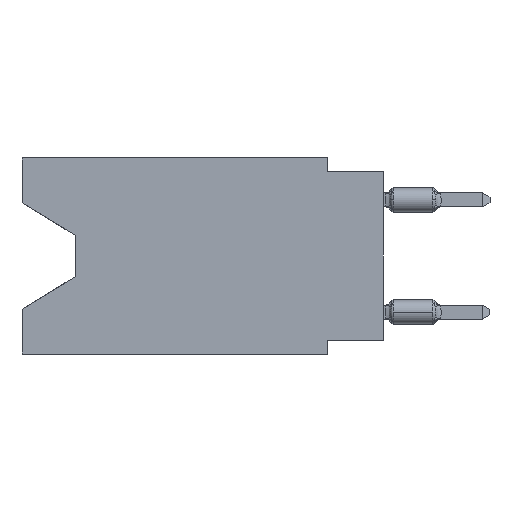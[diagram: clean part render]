
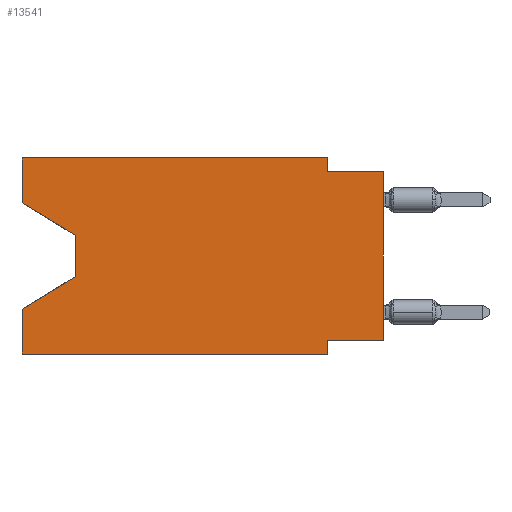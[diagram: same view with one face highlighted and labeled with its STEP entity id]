
A CAD part, left-side view. The second image highlights one B-rep face of the part: STEP entity #13541.
In plain terms, the highlighted planar face has unit normal (-1, 0, 0).
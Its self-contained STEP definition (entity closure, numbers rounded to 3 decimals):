
#185 = VECTOR ( 'NONE', #14367, 1000. ) ;
#459 = CARTESIAN_POINT ( 'NONE',  ( 0., 16.383, 0. ) ) ;
#481 = EDGE_CURVE ( 'NONE', #4604, #752, #6624, .T. ) ;
#515 = VERTEX_POINT ( 'NONE', #9015 ) ;
#540 = EDGE_CURVE ( 'NONE', #4256, #2225, #10340, .T. ) ;
#698 = DIRECTION ( 'NONE',  ( 0., 0., 1. ) ) ;
#752 = VERTEX_POINT ( 'NONE', #14680 ) ;
#788 = EDGE_CURVE ( 'NONE', #11927, #2225, #9629, .T. ) ;
#1017 = ORIENTED_EDGE ( 'NONE', *, *, #481, .T. ) ;
#1030 = LINE ( 'NONE', #5776, #13878 ) ;
#1134 = AXIS2_PLACEMENT_3D ( 'NONE', #459, #4984, #8708 ) ;
#1393 = LINE ( 'NONE', #9630, #5748 ) ;
#1451 = EDGE_CURVE ( 'NONE', #11927, #7862, #13890, .T. ) ;
#1520 = DIRECTION ( 'NONE',  ( 0., 0., 1. ) ) ;
#1671 = CARTESIAN_POINT ( 'NONE',  ( 0., 13.97, -5.385 ) ) ;
#2117 = CARTESIAN_POINT ( 'NONE',  ( 0., 2.54, -8.89 ) ) ;
#2143 = DIRECTION ( 'NONE',  ( 0., -1., 0. ) ) ;
#2225 = VERTEX_POINT ( 'NONE', #6198 ) ;
#2266 = EDGE_CURVE ( 'NONE', #14468, #515, #9987, .T. ) ;
#2381 = VECTOR ( 'NONE', #5089, 1000. ) ;
#2560 = EDGE_CURVE ( 'NONE', #515, #13585, #10636, .T. ) ;
#3125 = DIRECTION ( 'NONE',  ( 0., 0., -1. ) ) ;
#3174 = ORIENTED_EDGE ( 'NONE', *, *, #2560, .F. ) ;
#3282 = EDGE_CURVE ( 'NONE', #4604, #3815, #1030, .T. ) ;
#3524 = DIRECTION ( 'NONE',  ( 0., 1., 0. ) ) ;
#3736 = CARTESIAN_POINT ( 'NONE',  ( 0., 16.383, 0. ) ) ;
#3815 = VERTEX_POINT ( 'NONE', #4987 ) ;
#3962 = VERTEX_POINT ( 'NONE', #7985 ) ;
#4256 = VERTEX_POINT ( 'NONE', #1671 ) ;
#4399 = CARTESIAN_POINT ( 'NONE',  ( 0., 16.383, -8.89 ) ) ;
#4415 = ORIENTED_EDGE ( 'NONE', *, *, #14932, .T. ) ;
#4435 = VECTOR ( 'NONE', #1520, 1000. ) ;
#4604 = VERTEX_POINT ( 'NONE', #12300 ) ;
#4911 = ORIENTED_EDGE ( 'NONE', *, *, #8282, .F. ) ;
#4984 = DIRECTION ( 'NONE',  ( 1., 0., 0. ) ) ;
#4987 = CARTESIAN_POINT ( 'NONE',  ( 0., 2.54, -8.255 ) ) ;
#5067 = EDGE_LOOP ( 'NONE', ( #4415, #10378, #6277, #11966, #15330, #4911, #5671, #1017, #8192, #13516, #3174, #5187 ) ) ;
#5089 = DIRECTION ( 'NONE',  ( 0., -1., 0. ) ) ;
#5187 = ORIENTED_EDGE ( 'NONE', *, *, #2266, .F. ) ;
#5671 = ORIENTED_EDGE ( 'NONE', *, *, #3282, .F. ) ;
#5748 = VECTOR ( 'NONE', #7315, 1000. ) ;
#5776 = CARTESIAN_POINT ( 'NONE',  ( 0., 0., -8.255 ) ) ;
#6198 = CARTESIAN_POINT ( 'NONE',  ( 0., 16.383, -6.852 ) ) ;
#6277 = ORIENTED_EDGE ( 'NONE', *, *, #540, .T. ) ;
#6624 = LINE ( 'NONE', #7715, #10634 ) ;
#7315 = DIRECTION ( 'NONE',  ( 0., 0., -1. ) ) ;
#7321 = CARTESIAN_POINT ( 'NONE',  ( 0., 2.54, 0. ) ) ;
#7715 = CARTESIAN_POINT ( 'NONE',  ( 0., 0., 0. ) ) ;
#7862 = VERTEX_POINT ( 'NONE', #2117 ) ;
#7985 = CARTESIAN_POINT ( 'NONE',  ( 0., 13.97, -3.505 ) ) ;
#8151 = VECTOR ( 'NONE', #9176, 1000. ) ;
#8192 = ORIENTED_EDGE ( 'NONE', *, *, #8987, .F. ) ;
#8282 = EDGE_CURVE ( 'NONE', #3815, #7862, #10105, .T. ) ;
#8306 = DIRECTION ( 'NONE',  ( 0., -0.855, -0.519 ) ) ;
#8419 = VECTOR ( 'NONE', #8471, 1000. ) ;
#8471 = DIRECTION ( 'NONE',  ( 0., 0., 1. ) ) ;
#8630 = FACE_OUTER_BOUND ( 'NONE', #5067, .T. ) ;
#8633 = EDGE_CURVE ( 'NONE', #3962, #4256, #1393, .T. ) ;
#8708 = DIRECTION ( 'NONE',  ( 0., 0., -1. ) ) ;
#8987 = EDGE_CURVE ( 'NONE', #12098, #752, #14570, .T. ) ;
#9015 = CARTESIAN_POINT ( 'NONE',  ( 0., 16.383, 0. ) ) ;
#9103 = LINE ( 'NONE', #15011, #12298 ) ;
#9176 = DIRECTION ( 'NONE',  ( 0., 0.855, -0.519 ) ) ;
#9534 = VECTOR ( 'NONE', #8306, 1000. ) ;
#9629 = LINE ( 'NONE', #3736, #8419 ) ;
#9630 = CARTESIAN_POINT ( 'NONE',  ( 0., 13.97, -3.505 ) ) ;
#9797 = PLANE ( 'NONE',  #1134 ) ;
#9987 = LINE ( 'NONE', #13489, #4435 ) ;
#10105 = LINE ( 'NONE', #14786, #10466 ) ;
#10340 = LINE ( 'NONE', #15080, #8151 ) ;
#10378 = ORIENTED_EDGE ( 'NONE', *, *, #8633, .T. ) ;
#10466 = VECTOR ( 'NONE', #14862, 1000. ) ;
#10480 = LINE ( 'NONE', #11720, #9534 ) ;
#10634 = VECTOR ( 'NONE', #698, 1000. ) ;
#10636 = LINE ( 'NONE', #14213, #185 ) ;
#10968 = CARTESIAN_POINT ( 'NONE',  ( 0., 16.383, -8.89 ) ) ;
#11720 = CARTESIAN_POINT ( 'NONE',  ( 0., 16.383, -2.038 ) ) ;
#11898 = VECTOR ( 'NONE', #2143, 1000. ) ;
#11927 = VERTEX_POINT ( 'NONE', #10968 ) ;
#11966 = ORIENTED_EDGE ( 'NONE', *, *, #788, .F. ) ;
#12098 = VERTEX_POINT ( 'NONE', #12604 ) ;
#12298 = VECTOR ( 'NONE', #3125, 1000. ) ;
#12300 = CARTESIAN_POINT ( 'NONE',  ( 0., 0., -8.255 ) ) ;
#12604 = CARTESIAN_POINT ( 'NONE',  ( 0., 2.54, -0.635 ) ) ;
#13244 = EDGE_CURVE ( 'NONE', #13585, #12098, #9103, .T. ) ;
#13489 = CARTESIAN_POINT ( 'NONE',  ( 0., 16.383, 0. ) ) ;
#13516 = ORIENTED_EDGE ( 'NONE', *, *, #13244, .F. ) ;
#13541 = ADVANCED_FACE ( 'NONE', ( #8630 ), #9797, .F. ) ;
#13559 = CARTESIAN_POINT ( 'NONE',  ( 0., 0., -0.635 ) ) ;
#13585 = VERTEX_POINT ( 'NONE', #7321 ) ;
#13642 = CARTESIAN_POINT ( 'NONE',  ( 0., 16.383, -2.038 ) ) ;
#13878 = VECTOR ( 'NONE', #3524, 1000. ) ;
#13890 = LINE ( 'NONE', #4399, #11898 ) ;
#14213 = CARTESIAN_POINT ( 'NONE',  ( 0., 16.383, 0. ) ) ;
#14367 = DIRECTION ( 'NONE',  ( 0., -1., 0. ) ) ;
#14468 = VERTEX_POINT ( 'NONE', #13642 ) ;
#14570 = LINE ( 'NONE', #13559, #2381 ) ;
#14680 = CARTESIAN_POINT ( 'NONE',  ( 0., 0., -0.635 ) ) ;
#14786 = CARTESIAN_POINT ( 'NONE',  ( 0., 2.54, -8.89 ) ) ;
#14862 = DIRECTION ( 'NONE',  ( 0., 0., -1. ) ) ;
#14932 = EDGE_CURVE ( 'NONE', #14468, #3962, #10480, .T. ) ;
#15011 = CARTESIAN_POINT ( 'NONE',  ( 0., 2.54, 0. ) ) ;
#15080 = CARTESIAN_POINT ( 'NONE',  ( 0., 13.97, -5.385 ) ) ;
#15330 = ORIENTED_EDGE ( 'NONE', *, *, #1451, .T. ) ;
